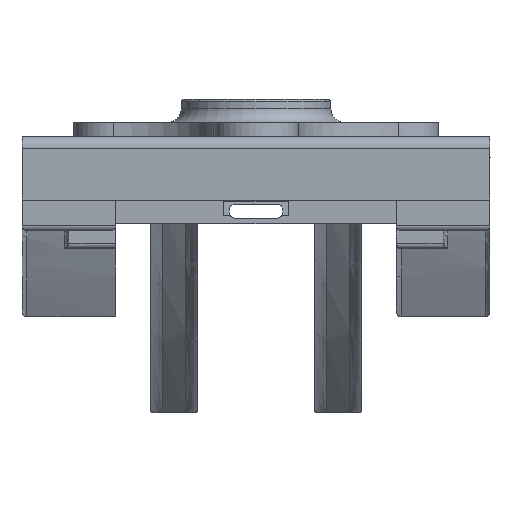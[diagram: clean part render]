
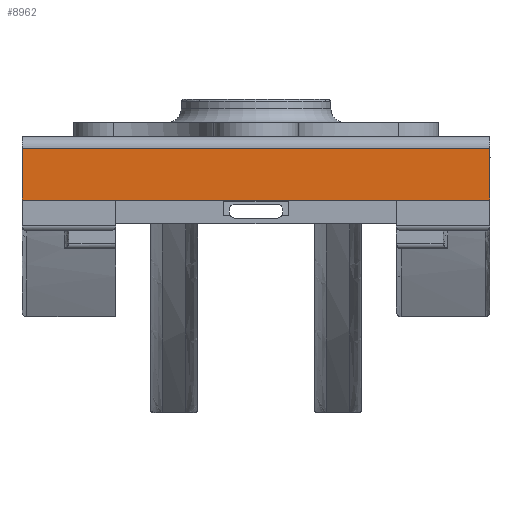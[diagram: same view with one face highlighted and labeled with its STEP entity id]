
A CAD part, front view. The second image highlights one B-rep face of the part: STEP entity #8962.
In plain terms, the highlighted planar face has unit normal (0, -1, 0).
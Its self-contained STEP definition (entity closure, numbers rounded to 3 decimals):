
#944=LINE('',#14609,#1353);
#957=LINE('',#14690,#1366);
#958=LINE('',#14692,#1367);
#959=LINE('',#14694,#1368);
#1353=VECTOR('',#11253,1000.);
#1366=VECTOR('',#11280,1000.);
#1367=VECTOR('',#11283,1000.);
#1368=VECTOR('',#11284,1000.);
#3040=ORIENTED_EDGE('',*,*,#4142,.F.);
#3041=ORIENTED_EDGE('',*,*,#4143,.T.);
#3042=ORIENTED_EDGE('',*,*,#4122,.T.);
#3043=ORIENTED_EDGE('',*,*,#4141,.F.);
#4122=EDGE_CURVE('',#4763,#4762,#944,.T.);
#4141=EDGE_CURVE('',#4770,#4762,#957,.T.);
#4142=EDGE_CURVE('',#4771,#4770,#958,.T.);
#4143=EDGE_CURVE('',#4771,#4763,#959,.T.);
#4762=VERTEX_POINT('',#14608);
#4763=VERTEX_POINT('',#14610);
#4770=VERTEX_POINT('',#14689);
#4771=VERTEX_POINT('',#14693);
#5388=EDGE_LOOP('',(#3040,#3041,#3042,#3043));
#5832=FACE_BOUND('',#5388,.T.);
#6018=PLANE('',#9614);
#8962=ADVANCED_FACE('',(#5832),#6018,.T.);
#9614=AXIS2_PLACEMENT_3D('',#14691,#11281,#11282);
#11253=DIRECTION('',(0.,0.,-1.));
#11280=DIRECTION('',(-1.,0.,0.));
#11281=DIRECTION('',(0.,-1.,0.));
#11282=DIRECTION('',(0.,0.,-1.));
#11283=DIRECTION('',(0.,0.,-1.));
#11284=DIRECTION('',(-1.,0.,0.));
#14608=CARTESIAN_POINT('',(-50.,-399.052,68.037));
#14609=CARTESIAN_POINT('',(-50.,-399.052,84.963));
#14610=CARTESIAN_POINT('',(-50.,-399.052,79.051));
#14689=CARTESIAN_POINT('',(50.,-399.052,68.037));
#14690=CARTESIAN_POINT('',(50.,-399.052,68.037));
#14691=CARTESIAN_POINT('',(50.,-399.052,84.963));
#14692=CARTESIAN_POINT('',(50.,-399.052,84.963));
#14693=CARTESIAN_POINT('',(50.,-399.052,79.051));
#14694=CARTESIAN_POINT('',(-50.,-399.052,79.051));
